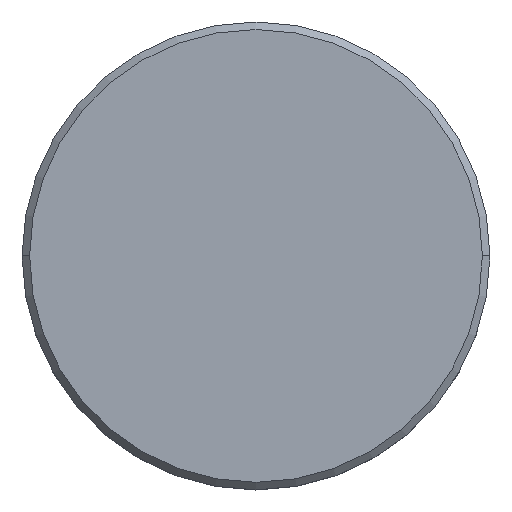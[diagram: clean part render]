
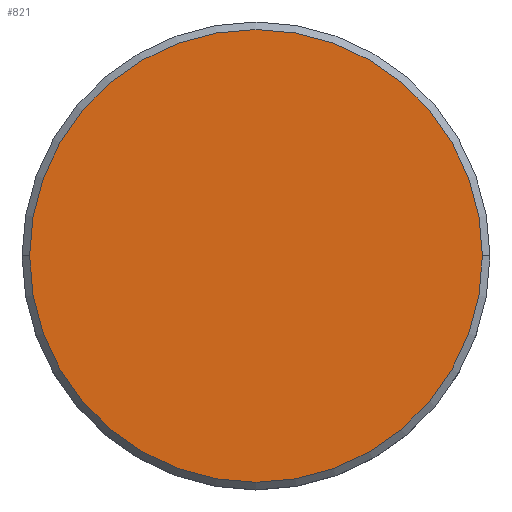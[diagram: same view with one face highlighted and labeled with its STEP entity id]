
A CAD part, top view. The second image highlights one B-rep face of the part: STEP entity #821.
In plain terms, the highlighted planar face has unit normal (0, 0, 1).
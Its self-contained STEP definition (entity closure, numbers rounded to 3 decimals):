
#63 = DIRECTION ( 'NONE',  ( 0., 0., 1. ) ) ;
#125 = FACE_OUTER_BOUND ( 'NONE', #1057, .T. ) ;
#158 = EDGE_CURVE ( 'NONE', #332, #594, #201, .T. ) ;
#201 = CIRCLE ( 'NONE', #964, 15. ) ;
#229 = DIRECTION ( 'NONE',  ( 1., 0., 0. ) ) ;
#287 = ORIENTED_EDGE ( 'NONE', *, *, #158, .T. ) ;
#315 = CARTESIAN_POINT ( 'NONE',  ( 0., 0., 0. ) ) ;
#332 = VERTEX_POINT ( 'NONE', #1094 ) ;
#386 = DIRECTION ( 'NONE',  ( 1., 0., 0. ) ) ;
#474 = CARTESIAN_POINT ( 'NONE',  ( 0., 0., 0. ) ) ;
#483 = CARTESIAN_POINT ( 'NONE',  ( 15., 0., 0. ) ) ;
#594 = VERTEX_POINT ( 'NONE', #483 ) ;
#677 = EDGE_CURVE ( 'NONE', #594, #332, #1009, .T. ) ;
#703 = AXIS2_PLACEMENT_3D ( 'NONE', #474, #1098, #386 ) ;
#821 = ADVANCED_FACE ( 'NONE', ( #125 ), #1037, .T. ) ;
#953 = DIRECTION ( 'NONE',  ( 0., 0., 1. ) ) ;
#962 = DIRECTION ( 'NONE',  ( 1., 0., 0. ) ) ;
#964 = AXIS2_PLACEMENT_3D ( 'NONE', #315, #63, #229 ) ;
#1009 = CIRCLE ( 'NONE', #703, 15. ) ;
#1037 = PLANE ( 'NONE',  #1168 ) ;
#1057 = EDGE_LOOP ( 'NONE', ( #287, #1118 ) ) ;
#1094 = CARTESIAN_POINT ( 'NONE',  ( -15., 0., 0. ) ) ;
#1098 = DIRECTION ( 'NONE',  ( 0., 0., 1. ) ) ;
#1118 = ORIENTED_EDGE ( 'NONE', *, *, #677, .T. ) ;
#1141 = CARTESIAN_POINT ( 'NONE',  ( 0., 0., 0. ) ) ;
#1168 = AXIS2_PLACEMENT_3D ( 'NONE', #1141, #953, #962 ) ;
